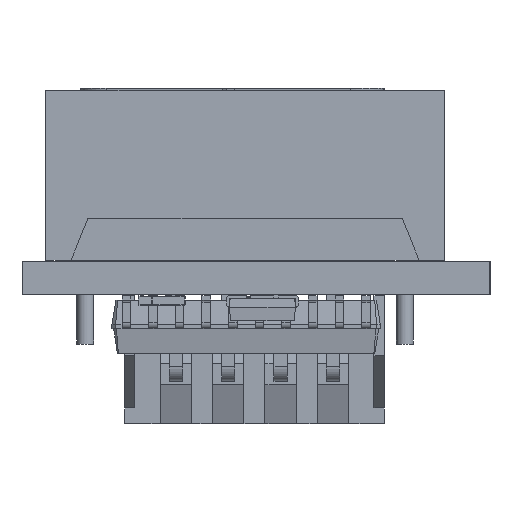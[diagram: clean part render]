
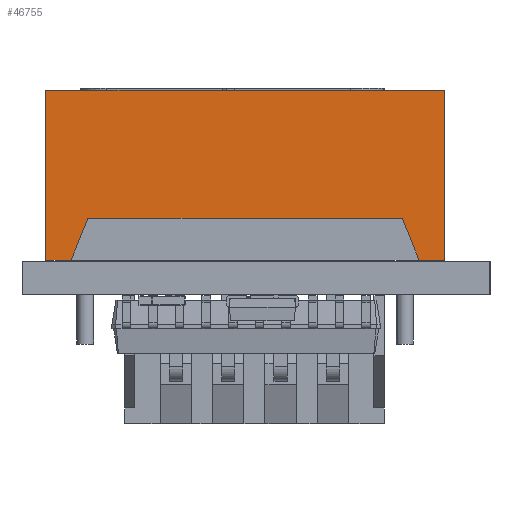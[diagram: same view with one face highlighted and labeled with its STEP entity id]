
A CAD part, left-side view. The second image highlights one B-rep face of the part: STEP entity #46755.
In plain terms, the highlighted face is planar.
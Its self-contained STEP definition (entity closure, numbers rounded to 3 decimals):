
#42391 = PLANE('',#42392);
#42392 = AXIS2_PLACEMENT_3D('',#42393,#42394,#42395);
#42393 = CARTESIAN_POINT('',(7.62,-6.35,8.1));
#42394 = DIRECTION('',(0.,0.,-1.));
#42395 = DIRECTION('',(-1.,0.,0.));
#42410 = EDGE_CURVE('',#42411,#42413,#42415,.T.);
#42411 = VERTEX_POINT('',#42412);
#42412 = CARTESIAN_POINT('',(-1.88,18.8,8.1));
#42413 = VERTEX_POINT('',#42414);
#42414 = CARTESIAN_POINT('',(17.12,18.8,8.1));
#42415 = SURFACE_CURVE('',#42416,(#42420,#42427),.PCURVE_S1.);
#42416 = LINE('',#42417,#42418);
#42417 = CARTESIAN_POINT('',(-1.88,18.8,8.1));
#42418 = VECTOR('',#42419,1.);
#42419 = DIRECTION('',(1.,0.,0.));
#42420 = PCURVE('',#42391,#42421);
#42421 = DEFINITIONAL_REPRESENTATION('',(#42422),#42426);
#42422 = LINE('',#42423,#42424);
#42423 = CARTESIAN_POINT('',(9.5,25.15));
#42424 = VECTOR('',#42425,1.);
#42425 = DIRECTION('',(-1.,0.));
#42426 = ( GEOMETRIC_REPRESENTATION_CONTEXT(2) 
PARAMETRIC_REPRESENTATION_CONTEXT() REPRESENTATION_CONTEXT('2D SPACE',''
  ) );
#42427 = PCURVE('',#42428,#42433);
#42428 = PLANE('',#42429);
#42429 = AXIS2_PLACEMENT_3D('',#42430,#42431,#42432);
#42430 = CARTESIAN_POINT('',(-1.88,18.8,0.));
#42431 = DIRECTION('',(0.,1.,0.));
#42432 = DIRECTION('',(1.,0.,0.));
#42433 = DEFINITIONAL_REPRESENTATION('',(#42434),#42438);
#42434 = LINE('',#42435,#42436);
#42435 = CARTESIAN_POINT('',(0.,-8.1));
#42436 = VECTOR('',#42437,1.);
#42437 = DIRECTION('',(1.,0.));
#42438 = ( GEOMETRIC_REPRESENTATION_CONTEXT(2) 
PARAMETRIC_REPRESENTATION_CONTEXT() REPRESENTATION_CONTEXT('2D SPACE',''
  ) );
#42456 = PLANE('',#42457);
#42457 = AXIS2_PLACEMENT_3D('',#42458,#42459,#42460);
#42458 = CARTESIAN_POINT('',(17.12,18.8,0.));
#42459 = DIRECTION('',(1.,0.,0.));
#42460 = DIRECTION('',(0.,-1.,0.));
#42510 = PLANE('',#42511);
#42511 = AXIS2_PLACEMENT_3D('',#42512,#42513,#42514);
#42512 = CARTESIAN_POINT('',(-1.88,-31.5,0.));
#42513 = DIRECTION('',(-1.,0.,0.));
#42514 = DIRECTION('',(0.,1.,0.));
#46755 = ADVANCED_FACE('',(#46756),#42428,.T.);
#46756 = FACE_BOUND('',#46757,.T.);
#46757 = EDGE_LOOP('',(#46758,#46788,#46809,#46810,#46833,#46861,#46889,
    #46912));
#46758 = ORIENTED_EDGE('',*,*,#46759,.F.);
#46759 = EDGE_CURVE('',#46760,#46762,#46764,.T.);
#46760 = VERTEX_POINT('',#46761);
#46761 = CARTESIAN_POINT('',(-1.88,18.8,0.));
#46762 = VERTEX_POINT('',#46763);
#46763 = CARTESIAN_POINT('',(-0.68,18.8,0.));
#46764 = SURFACE_CURVE('',#46765,(#46769,#46776),.PCURVE_S1.);
#46765 = LINE('',#46766,#46767);
#46766 = CARTESIAN_POINT('',(-1.88,18.8,0.));
#46767 = VECTOR('',#46768,1.);
#46768 = DIRECTION('',(1.,0.,0.));
#46769 = PCURVE('',#42428,#46770);
#46770 = DEFINITIONAL_REPRESENTATION('',(#46771),#46775);
#46771 = LINE('',#46772,#46773);
#46772 = CARTESIAN_POINT('',(0.,0.));
#46773 = VECTOR('',#46774,1.);
#46774 = DIRECTION('',(1.,0.));
#46775 = ( GEOMETRIC_REPRESENTATION_CONTEXT(2) 
PARAMETRIC_REPRESENTATION_CONTEXT() REPRESENTATION_CONTEXT('2D SPACE',''
  ) );
#46776 = PCURVE('',#46777,#46782);
#46777 = PLANE('',#46778);
#46778 = AXIS2_PLACEMENT_3D('',#46779,#46780,#46781);
#46779 = CARTESIAN_POINT('',(7.62,-6.35,0.));
#46780 = DIRECTION('',(0.,0.,-1.));
#46781 = DIRECTION('',(-1.,0.,0.));
#46782 = DEFINITIONAL_REPRESENTATION('',(#46783),#46787);
#46783 = LINE('',#46784,#46785);
#46784 = CARTESIAN_POINT('',(9.5,25.15));
#46785 = VECTOR('',#46786,1.);
#46786 = DIRECTION('',(-1.,0.));
#46787 = ( GEOMETRIC_REPRESENTATION_CONTEXT(2) 
PARAMETRIC_REPRESENTATION_CONTEXT() REPRESENTATION_CONTEXT('2D SPACE',''
  ) );
#46788 = ORIENTED_EDGE('',*,*,#46789,.T.);
#46789 = EDGE_CURVE('',#46760,#42411,#46790,.T.);
#46790 = SURFACE_CURVE('',#46791,(#46795,#46802),.PCURVE_S1.);
#46791 = LINE('',#46792,#46793);
#46792 = CARTESIAN_POINT('',(-1.88,18.8,0.));
#46793 = VECTOR('',#46794,1.);
#46794 = DIRECTION('',(0.,0.,1.));
#46795 = PCURVE('',#42428,#46796);
#46796 = DEFINITIONAL_REPRESENTATION('',(#46797),#46801);
#46797 = LINE('',#46798,#46799);
#46798 = CARTESIAN_POINT('',(0.,0.));
#46799 = VECTOR('',#46800,1.);
#46800 = DIRECTION('',(0.,-1.));
#46801 = ( GEOMETRIC_REPRESENTATION_CONTEXT(2) 
PARAMETRIC_REPRESENTATION_CONTEXT() REPRESENTATION_CONTEXT('2D SPACE',''
  ) );
#46802 = PCURVE('',#42510,#46803);
#46803 = DEFINITIONAL_REPRESENTATION('',(#46804),#46808);
#46804 = LINE('',#46805,#46806);
#46805 = CARTESIAN_POINT('',(50.3,0.));
#46806 = VECTOR('',#46807,1.);
#46807 = DIRECTION('',(0.,-1.));
#46808 = ( GEOMETRIC_REPRESENTATION_CONTEXT(2) 
PARAMETRIC_REPRESENTATION_CONTEXT() REPRESENTATION_CONTEXT('2D SPACE',''
  ) );
#46809 = ORIENTED_EDGE('',*,*,#42410,.T.);
#46810 = ORIENTED_EDGE('',*,*,#46811,.F.);
#46811 = EDGE_CURVE('',#46812,#42413,#46814,.T.);
#46812 = VERTEX_POINT('',#46813);
#46813 = CARTESIAN_POINT('',(17.12,18.8,0.));
#46814 = SURFACE_CURVE('',#46815,(#46819,#46826),.PCURVE_S1.);
#46815 = LINE('',#46816,#46817);
#46816 = CARTESIAN_POINT('',(17.12,18.8,0.));
#46817 = VECTOR('',#46818,1.);
#46818 = DIRECTION('',(0.,0.,1.));
#46819 = PCURVE('',#42428,#46820);
#46820 = DEFINITIONAL_REPRESENTATION('',(#46821),#46825);
#46821 = LINE('',#46822,#46823);
#46822 = CARTESIAN_POINT('',(19.,0.));
#46823 = VECTOR('',#46824,1.);
#46824 = DIRECTION('',(0.,-1.));
#46825 = ( GEOMETRIC_REPRESENTATION_CONTEXT(2) 
PARAMETRIC_REPRESENTATION_CONTEXT() REPRESENTATION_CONTEXT('2D SPACE',''
  ) );
#46826 = PCURVE('',#42456,#46827);
#46827 = DEFINITIONAL_REPRESENTATION('',(#46828),#46832);
#46828 = LINE('',#46829,#46830);
#46829 = CARTESIAN_POINT('',(0.,0.));
#46830 = VECTOR('',#46831,1.);
#46831 = DIRECTION('',(0.,-1.));
#46832 = ( GEOMETRIC_REPRESENTATION_CONTEXT(2) 
PARAMETRIC_REPRESENTATION_CONTEXT() REPRESENTATION_CONTEXT('2D SPACE',''
  ) );
#46833 = ORIENTED_EDGE('',*,*,#46834,.F.);
#46834 = EDGE_CURVE('',#46835,#46812,#46837,.T.);
#46835 = VERTEX_POINT('',#46836);
#46836 = CARTESIAN_POINT('',(15.92,18.8,0.));
#46837 = SURFACE_CURVE('',#46838,(#46842,#46849),.PCURVE_S1.);
#46838 = LINE('',#46839,#46840);
#46839 = CARTESIAN_POINT('',(-1.88,18.8,0.));
#46840 = VECTOR('',#46841,1.);
#46841 = DIRECTION('',(1.,0.,0.));
#46842 = PCURVE('',#42428,#46843);
#46843 = DEFINITIONAL_REPRESENTATION('',(#46844),#46848);
#46844 = LINE('',#46845,#46846);
#46845 = CARTESIAN_POINT('',(0.,0.));
#46846 = VECTOR('',#46847,1.);
#46847 = DIRECTION('',(1.,0.));
#46848 = ( GEOMETRIC_REPRESENTATION_CONTEXT(2) 
PARAMETRIC_REPRESENTATION_CONTEXT() REPRESENTATION_CONTEXT('2D SPACE',''
  ) );
#46849 = PCURVE('',#46850,#46855);
#46850 = PLANE('',#46851);
#46851 = AXIS2_PLACEMENT_3D('',#46852,#46853,#46854);
#46852 = CARTESIAN_POINT('',(7.62,-6.35,0.));
#46853 = DIRECTION('',(0.,0.,-1.));
#46854 = DIRECTION('',(-1.,0.,0.));
#46855 = DEFINITIONAL_REPRESENTATION('',(#46856),#46860);
#46856 = LINE('',#46857,#46858);
#46857 = CARTESIAN_POINT('',(9.5,25.15));
#46858 = VECTOR('',#46859,1.);
#46859 = DIRECTION('',(-1.,0.));
#46860 = ( GEOMETRIC_REPRESENTATION_CONTEXT(2) 
PARAMETRIC_REPRESENTATION_CONTEXT() REPRESENTATION_CONTEXT('2D SPACE',''
  ) );
#46861 = ORIENTED_EDGE('',*,*,#46862,.F.);
#46862 = EDGE_CURVE('',#46863,#46835,#46865,.T.);
#46863 = VERTEX_POINT('',#46864);
#46864 = CARTESIAN_POINT('',(15.12,18.8,2.));
#46865 = SURFACE_CURVE('',#46866,(#46870,#46877),.PCURVE_S1.);
#46866 = LINE('',#46867,#46868);
#46867 = CARTESIAN_POINT('',(14.542,18.8,3.444));
#46868 = VECTOR('',#46869,1.);
#46869 = DIRECTION('',(0.371,0.,-0.928));
#46870 = PCURVE('',#42428,#46871);
#46871 = DEFINITIONAL_REPRESENTATION('',(#46872),#46876);
#46872 = LINE('',#46873,#46874);
#46873 = CARTESIAN_POINT('',(16.422,-3.444));
#46874 = VECTOR('',#46875,1.);
#46875 = DIRECTION('',(0.371,0.928));
#46876 = ( GEOMETRIC_REPRESENTATION_CONTEXT(2) 
PARAMETRIC_REPRESENTATION_CONTEXT() REPRESENTATION_CONTEXT('2D SPACE',''
  ) );
#46877 = PCURVE('',#46878,#46883);
#46878 = PLANE('',#46879);
#46879 = AXIS2_PLACEMENT_3D('',#46880,#46881,#46882);
#46880 = CARTESIAN_POINT('',(-1.88,18.8,0.));
#46881 = DIRECTION('',(0.,1.,0.));
#46882 = DIRECTION('',(1.,0.,0.));
#46883 = DEFINITIONAL_REPRESENTATION('',(#46884),#46888);
#46884 = LINE('',#46885,#46886);
#46885 = CARTESIAN_POINT('',(16.422,-3.444));
#46886 = VECTOR('',#46887,1.);
#46887 = DIRECTION('',(0.371,0.928));
#46888 = ( GEOMETRIC_REPRESENTATION_CONTEXT(2) 
PARAMETRIC_REPRESENTATION_CONTEXT() REPRESENTATION_CONTEXT('2D SPACE',''
  ) );
#46889 = ORIENTED_EDGE('',*,*,#46890,.F.);
#46890 = EDGE_CURVE('',#46891,#46863,#46893,.T.);
#46891 = VERTEX_POINT('',#46892);
#46892 = CARTESIAN_POINT('',(0.12,18.8,2.));
#46893 = SURFACE_CURVE('',#46894,(#46898,#46905),.PCURVE_S1.);
#46894 = LINE('',#46895,#46896);
#46895 = CARTESIAN_POINT('',(-1.38,18.8,2.));
#46896 = VECTOR('',#46897,1.);
#46897 = DIRECTION('',(1.,0.,0.));
#46898 = PCURVE('',#42428,#46899);
#46899 = DEFINITIONAL_REPRESENTATION('',(#46900),#46904);
#46900 = LINE('',#46901,#46902);
#46901 = CARTESIAN_POINT('',(0.5,-2.));
#46902 = VECTOR('',#46903,1.);
#46903 = DIRECTION('',(1.,0.));
#46904 = ( GEOMETRIC_REPRESENTATION_CONTEXT(2) 
PARAMETRIC_REPRESENTATION_CONTEXT() REPRESENTATION_CONTEXT('2D SPACE',''
  ) );
#46905 = PCURVE('',#46878,#46906);
#46906 = DEFINITIONAL_REPRESENTATION('',(#46907),#46911);
#46907 = LINE('',#46908,#46909);
#46908 = CARTESIAN_POINT('',(0.5,-2.));
#46909 = VECTOR('',#46910,1.);
#46910 = DIRECTION('',(1.,0.));
#46911 = ( GEOMETRIC_REPRESENTATION_CONTEXT(2) 
PARAMETRIC_REPRESENTATION_CONTEXT() REPRESENTATION_CONTEXT('2D SPACE',''
  ) );
#46912 = ORIENTED_EDGE('',*,*,#46913,.F.);
#46913 = EDGE_CURVE('',#46762,#46891,#46914,.T.);
#46914 = SURFACE_CURVE('',#46915,(#46919,#46926),.PCURVE_S1.);
#46915 = LINE('',#46916,#46917);
#46916 = CARTESIAN_POINT('',(-0.613,18.8,0.168));
#46917 = VECTOR('',#46918,1.);
#46918 = DIRECTION('',(0.371,0.,0.928));
#46919 = PCURVE('',#42428,#46920);
#46920 = DEFINITIONAL_REPRESENTATION('',(#46921),#46925);
#46921 = LINE('',#46922,#46923);
#46922 = CARTESIAN_POINT('',(1.267,-0.168));
#46923 = VECTOR('',#46924,1.);
#46924 = DIRECTION('',(0.371,-0.928));
#46925 = ( GEOMETRIC_REPRESENTATION_CONTEXT(2) 
PARAMETRIC_REPRESENTATION_CONTEXT() REPRESENTATION_CONTEXT('2D SPACE',''
  ) );
#46926 = PCURVE('',#46878,#46927);
#46927 = DEFINITIONAL_REPRESENTATION('',(#46928),#46932);
#46928 = LINE('',#46929,#46930);
#46929 = CARTESIAN_POINT('',(1.267,-0.168));
#46930 = VECTOR('',#46931,1.);
#46931 = DIRECTION('',(0.371,-0.928));
#46932 = ( GEOMETRIC_REPRESENTATION_CONTEXT(2) 
PARAMETRIC_REPRESENTATION_CONTEXT() REPRESENTATION_CONTEXT('2D SPACE',''
  ) );
